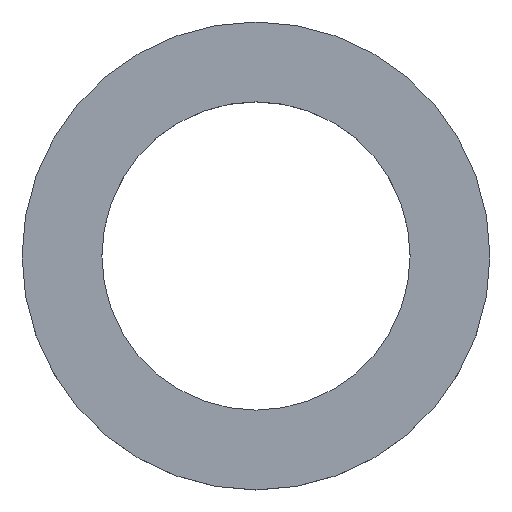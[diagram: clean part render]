
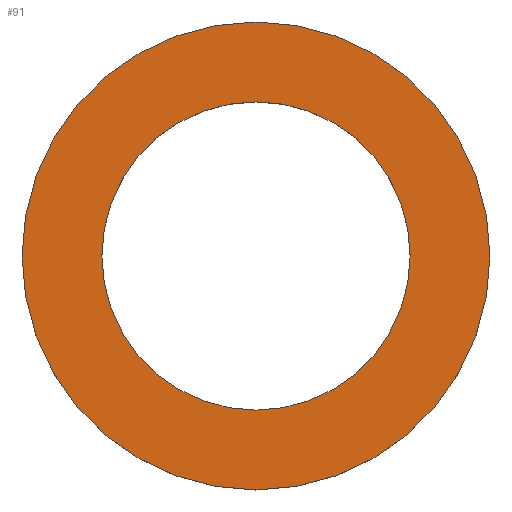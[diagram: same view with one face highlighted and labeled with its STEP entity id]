
A CAD part, top view. The second image highlights one B-rep face of the part: STEP entity #91.
In plain terms, the highlighted planar face has unit normal (0, 0, 1).
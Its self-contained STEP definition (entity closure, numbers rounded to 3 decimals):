
#21=PLANE('',#113);
#26=ORIENTED_EDGE('',*,*,#40,.T.);
#27=ORIENTED_EDGE('',*,*,#39,.F.);
#39=EDGE_CURVE('',#46,#46,#53,.T.);
#40=EDGE_CURVE('',#47,#47,#54,.T.);
#46=VERTEX_POINT('',#159);
#47=VERTEX_POINT('',#162);
#53=CIRCLE('',#112,14.);
#54=CIRCLE('',#114,21.25);
#61=EDGE_LOOP('',(#26));
#62=EDGE_LOOP('',(#27));
#75=FACE_BOUND('',#61,.T.);
#76=FACE_BOUND('',#62,.T.);
#91=ADVANCED_FACE('',(#75,#76),#21,.F.);
#112=AXIS2_PLACEMENT_3D('',#158,#130,#131);
#113=AXIS2_PLACEMENT_3D('',#160,#132,#133);
#114=AXIS2_PLACEMENT_3D('',#161,#134,#135);
#130=DIRECTION('',(0.,0.,1.));
#131=DIRECTION('',(1.,0.,0.));
#132=DIRECTION('',(0.,0.,-1.));
#133=DIRECTION('',(-1.,0.,0.));
#134=DIRECTION('',(0.,0.,1.));
#135=DIRECTION('',(1.,0.,0.));
#158=CARTESIAN_POINT('',(0.,0.,5.5));
#159=CARTESIAN_POINT('',(14.,0.,5.5));
#160=CARTESIAN_POINT('',(20.941,0.,5.5));
#161=CARTESIAN_POINT('',(0.,0.,5.5));
#162=CARTESIAN_POINT('',(21.25,0.,5.5));
